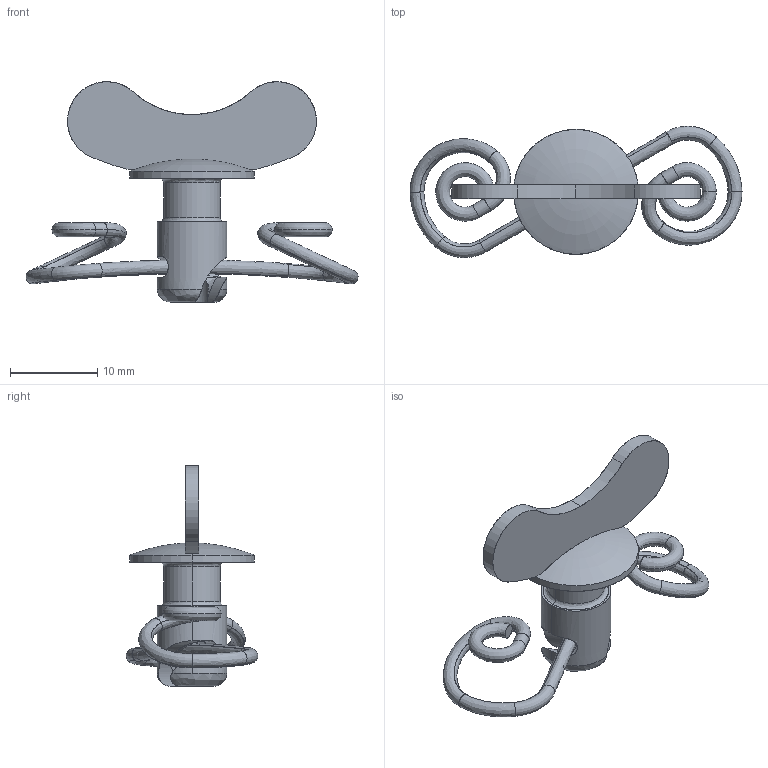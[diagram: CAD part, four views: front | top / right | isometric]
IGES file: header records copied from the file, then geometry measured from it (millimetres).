
Start section: SolidWorks IGES file using analytic representation for surfaces
Global section: file name: TL_65_001.IGS,15HSolidWorks; native system: 2015; preprocessor: SolidWorks 2015; author: Yoshitsune; date: 150522.091133; units: millimetre
Bounding box: 38.01 x 15.04 x 25.25 mm (x, y, z)
Surface area: 1929.5 mm2 (no closed solid volume)
Topology: 0 solids, 0 shells, 82 faces, 1134 edges, 1122 vertices
Faces by surface type: bspline 50, revolution 32
